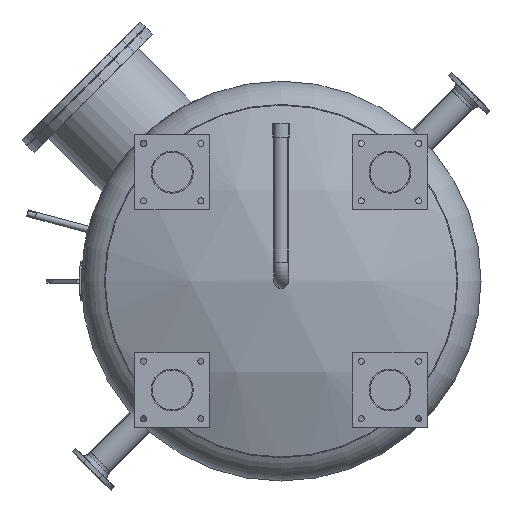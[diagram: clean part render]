
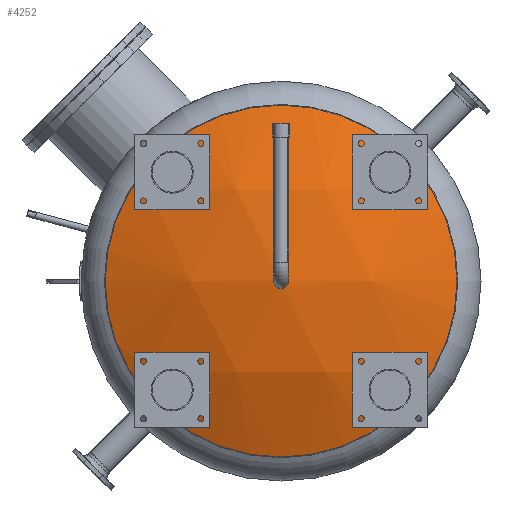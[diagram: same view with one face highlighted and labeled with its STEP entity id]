
A CAD part, front view. The second image highlights one B-rep face of the part: STEP entity #4252.
In plain terms, the highlighted spherical face has radius 1606.4 mm.
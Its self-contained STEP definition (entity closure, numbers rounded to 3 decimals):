
#395=FACE_BOUND('',#816,.T.);
#567=SPHERICAL_SURFACE('',#4941,1606.4);
#584=FACE_OUTER_BOUND('',#815,.T.);
#815=EDGE_LOOP('',(#2921,#2922));
#816=EDGE_LOOP('',(#2923));
#1670=CIRCLE('',#4932,30.15);
#1672=CIRCLE('',#4935,706.816);
#1673=CIRCLE('',#4936,706.816);
#1945=VERTEX_POINT('',#6875);
#1947=VERTEX_POINT('',#6881);
#1948=VERTEX_POINT('',#6882);
#2340=EDGE_CURVE('',#1945,#1945,#1670,.T.);
#2343=EDGE_CURVE('',#1947,#1948,#1672,.T.);
#2344=EDGE_CURVE('',#1948,#1947,#1673,.T.);
#2921=ORIENTED_EDGE('',*,*,#2343,.T.);
#2922=ORIENTED_EDGE('',*,*,#2344,.T.);
#2923=ORIENTED_EDGE('',*,*,#2340,.T.);
#4252=ADVANCED_FACE('',(#584,#395),#567,.T.);
#4932=AXIS2_PLACEMENT_3D('',#6876,#5507,#5508);
#4935=AXIS2_PLACEMENT_3D('',#6883,#5514,#5515);
#4936=AXIS2_PLACEMENT_3D('',#6884,#5516,#5517);
#4941=AXIS2_PLACEMENT_3D('',#6892,#5526,#5527);
#5507=DIRECTION('center_axis',(0.,-1.,0.));
#5508=DIRECTION('ref_axis',(1.,0.,0.));
#5514=DIRECTION('center_axis',(0.,1.,0.));
#5515=DIRECTION('ref_axis',(-1.,0.,0.));
#5516=DIRECTION('center_axis',(0.,1.,0.));
#5517=DIRECTION('ref_axis',(-1.,0.,0.));
#5526=DIRECTION('center_axis',(0.,0.,1.));
#5527=DIRECTION('ref_axis',(1.,0.,0.));
#6875=CARTESIAN_POINT('',(-30.15,338.405,0.));
#6876=CARTESIAN_POINT('Origin',(0.,338.405,0.));
#6881=CARTESIAN_POINT('',(-706.816,174.832,0.));
#6882=CARTESIAN_POINT('',(0.,174.832,-706.816));
#6883=CARTESIAN_POINT('Origin',(0.,174.832,
0.));
#6884=CARTESIAN_POINT('Origin',(0.,174.832,
0.));
#6892=CARTESIAN_POINT('Origin',(0.,-1267.712,0.));
